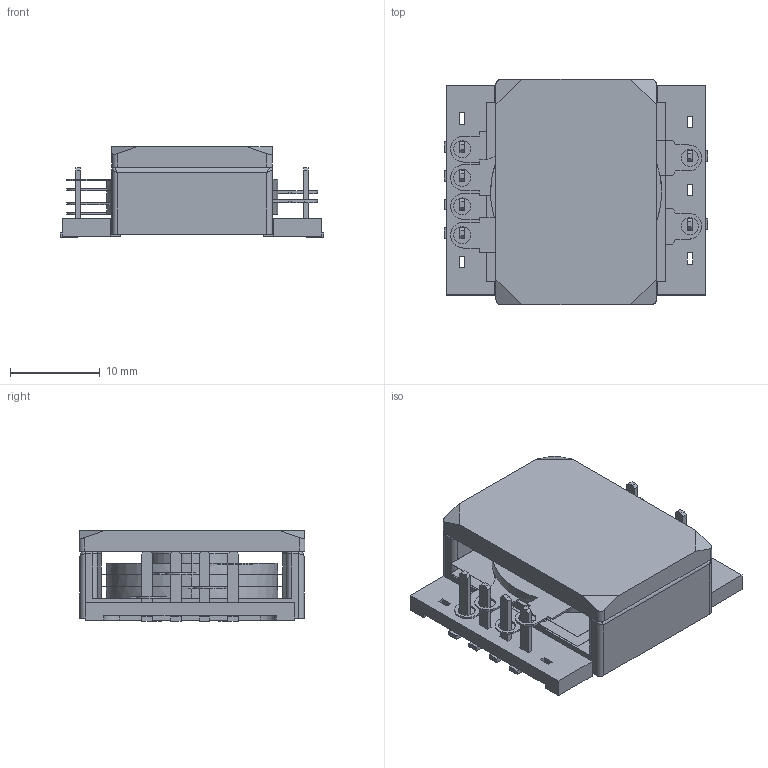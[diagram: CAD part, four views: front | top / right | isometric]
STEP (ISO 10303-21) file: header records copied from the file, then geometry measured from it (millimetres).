
FILE_DESCRIPTION (( 'STEP AP214' ), '1' );
FILE_NAME ('750341140(6G).STEP', '2023-07-14T13:48:37', ( '' ), ( '' ), 'SwSTEP 2.0', 'SolidWorks 2022', '' );
FILE_SCHEMA (( 'AUTOMOTIVE_DESIGN' ));
Length unit declared in the file: millimetre
Products named in the file (8): 150-2976_6A; 250-1425_6B; 750341140(6G); 4800-9013; 150-2976_6A-b; 800-0048_6D; 800-0034_6C; 250-1425_TERM
Assembly tree (14 placements, depth 2):
  750341140(6G)
    250-1425_6B
    250-1425_TERM  x6
    150-2976_6A
    150-2976_6A-b
    800-0048_6D  x2
    4800-9013  x2
    800-0034_6C
Bounding box: 29.4 x 25.2 x 10.15 mm (x, y, z)
Volume: 4107.8 mm3; surface area: 6772.4 mm2
Topology: 15 solids, 15 shells, 350 faces, 931 edges, 608 vertices
Faces by surface type: plane 241, cylinder 95, torus 10, bspline 4
Entity records: 9350 total; most frequent: CARTESIAN_POINT 1596, ORIENTED_EDGE 1362, DIRECTION 1321, EDGE_CURVE 681, VECTOR 519, LINE 519, VERTEX_POINT 444, AXIS2_PLACEMENT_3D 401
